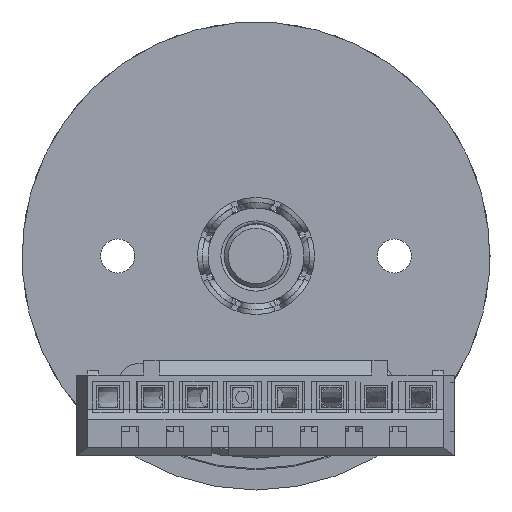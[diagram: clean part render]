
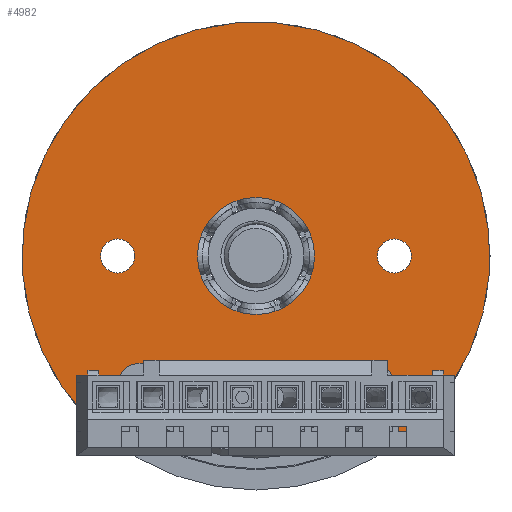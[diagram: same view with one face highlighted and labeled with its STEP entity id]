
A CAD part, front view. The second image highlights one B-rep face of the part: STEP entity #4982.
In plain terms, the highlighted planar face has unit normal (0, -1, 0).
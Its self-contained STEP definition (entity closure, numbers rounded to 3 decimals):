
#147 = VERTEX_POINT ( 'NONE', #14144 ) ;
#430 = CARTESIAN_POINT ( 'NONE',  ( 0., 0., -7.3 ) ) ;
#450 = AXIS2_PLACEMENT_3D ( 'NONE', #11054, #17008, #3351 ) ;
#570 = CIRCLE ( 'NONE', #15516, 2.75 ) ;
#913 = VERTEX_POINT ( 'NONE', #8053 ) ;
#1261 = DIRECTION ( 'NONE',  ( 0., -1., 0. ) ) ;
#1336 = EDGE_CURVE ( 'NONE', #8083, #8083, #570, .T. ) ;
#2043 = CARTESIAN_POINT ( 'NONE',  ( 6.05, 0., -5.5 ) ) ;
#2103 = AXIS2_PLACEMENT_3D ( 'NONE', #2920, #1261, #17752 ) ;
#2241 = CARTESIAN_POINT ( 'NONE',  ( 5.05, 0., 0. ) ) ;
#2920 = CARTESIAN_POINT ( 'NONE',  ( 0., 0., 0. ) ) ;
#2977 = DIRECTION ( 'NONE',  ( 0., 0., -1. ) ) ;
#3119 = VERTEX_POINT ( 'NONE', #3394 ) ;
#3351 = DIRECTION ( 'NONE',  ( 0., 0., -1. ) ) ;
#3394 = CARTESIAN_POINT ( 'NONE',  ( 6.05, 0., 6.5 ) ) ;
#3572 = CIRCLE ( 'NONE', #450, 0.8 ) ;
#3593 = VECTOR ( 'NONE', #8720, 1000. ) ;
#3707 = ORIENTED_EDGE ( 'NONE', *, *, #6066, .T. ) ;
#4217 = CARTESIAN_POINT ( 'NONE',  ( 5.05, 0., -5.5 ) ) ;
#4524 = ORIENTED_EDGE ( 'NONE', *, *, #5607, .F. ) ;
#4627 = VERTEX_POINT ( 'NONE', #430 ) ;
#4982 = ADVANCED_FACE ( 'NONE', ( #12445, #8075, #16741, #16840 ), #18489, .T. ) ;
#5121 = DIRECTION ( 'NONE',  ( 0., 0., -1. ) ) ;
#5607 = EDGE_CURVE ( 'NONE', #15178, #147, #12699, .T. ) ;
#5795 = ORIENTED_EDGE ( 'NONE', *, *, #17541, .F. ) ;
#5913 = CARTESIAN_POINT ( 'NONE',  ( 0., 0., -6.5 ) ) ;
#6066 = EDGE_CURVE ( 'NONE', #13300, #147, #10512, .T. ) ;
#6571 = ORIENTED_EDGE ( 'NONE', *, *, #13408, .F. ) ;
#7162 = DIRECTION ( 'NONE',  ( 0., 1., 0. ) ) ;
#7372 = DIRECTION ( 'NONE',  ( 0., -1., 0. ) ) ;
#7577 = CARTESIAN_POINT ( 'NONE',  ( 5.05, 0., 5.5 ) ) ;
#8053 = CARTESIAN_POINT ( 'NONE',  ( 0., 0., 5.7 ) ) ;
#8075 = FACE_BOUND ( 'NONE', #15207, .T. ) ;
#8083 = VERTEX_POINT ( 'NONE', #18873 ) ;
#8120 = LINE ( 'NONE', #2241, #16454 ) ;
#8203 = AXIS2_PLACEMENT_3D ( 'NONE', #2043, #11016, #17165 ) ;
#8321 = DIRECTION ( 'NONE',  ( 1., 0., 0. ) ) ;
#8397 = ORIENTED_EDGE ( 'NONE', *, *, #12021, .F. ) ;
#8720 = DIRECTION ( 'NONE',  ( -1., 0., 0. ) ) ;
#8825 = ORIENTED_EDGE ( 'NONE', *, *, #10045, .T. ) ;
#9049 = EDGE_LOOP ( 'NONE', ( #16222 ) ) ;
#9199 = EDGE_CURVE ( 'NONE', #4627, #4627, #9426, .T. ) ;
#9426 = CIRCLE ( 'NONE', #11274, 0.8 ) ;
#9587 = VERTEX_POINT ( 'NONE', #4217 ) ;
#9751 = DIRECTION ( 'NONE',  ( 0., 0., -1. ) ) ;
#9771 = CARTESIAN_POINT ( 'NONE',  ( 2.75, 0., -6.5 ) ) ;
#9981 = ORIENTED_EDGE ( 'NONE', *, *, #15676, .T. ) ;
#10006 = CARTESIAN_POINT ( 'NONE',  ( 6.05, 0., -6.5 ) ) ;
#10045 = EDGE_CURVE ( 'NONE', #15178, #9587, #10360, .T. ) ;
#10079 = DIRECTION ( 'NONE',  ( 0., 0., -1. ) ) ;
#10360 = CIRCLE ( 'NONE', #8203, 1. ) ;
#10512 = CIRCLE ( 'NONE', #2103, 11. ) ;
#11016 = DIRECTION ( 'NONE',  ( 0., 1., 0. ) ) ;
#11054 = CARTESIAN_POINT ( 'NONE',  ( 0., 0., 6.5 ) ) ;
#11274 = AXIS2_PLACEMENT_3D ( 'NONE', #5913, #7372, #2977 ) ;
#11757 = VECTOR ( 'NONE', #8321, 1000. ) ;
#12021 = EDGE_CURVE ( 'NONE', #913, #913, #3572, .T. ) ;
#12445 = FACE_BOUND ( 'NONE', #14743, .T. ) ;
#12617 = CARTESIAN_POINT ( 'NONE',  ( 8.874, 0., 6.5 ) ) ;
#12697 = AXIS2_PLACEMENT_3D ( 'NONE', #13192, #7162, #10079 ) ;
#12699 = LINE ( 'NONE', #9771, #11757 ) ;
#12874 = DIRECTION ( 'NONE',  ( 0., -1., 0. ) ) ;
#13109 = VERTEX_POINT ( 'NONE', #7577 ) ;
#13192 = CARTESIAN_POINT ( 'NONE',  ( 6.05, 0., 5.5 ) ) ;
#13300 = VERTEX_POINT ( 'NONE', #12617 ) ;
#13408 = EDGE_CURVE ( 'NONE', #13300, #3119, #17679, .T. ) ;
#13710 = DIRECTION ( 'NONE',  ( 0., -1., 0. ) ) ;
#14144 = CARTESIAN_POINT ( 'NONE',  ( 8.874, 0., -6.5 ) ) ;
#14342 = DIRECTION ( 'NONE',  ( 0., 0., -1. ) ) ;
#14743 = EDGE_LOOP ( 'NONE', ( #8397 ) ) ;
#15178 = VERTEX_POINT ( 'NONE', #10006 ) ;
#15207 = EDGE_LOOP ( 'NONE', ( #16628 ) ) ;
#15516 = AXIS2_PLACEMENT_3D ( 'NONE', #15525, #12874, #14342 ) ;
#15525 = CARTESIAN_POINT ( 'NONE',  ( 0., 0., 0. ) ) ;
#15676 = EDGE_CURVE ( 'NONE', #13109, #3119, #17686, .T. ) ;
#16133 = AXIS2_PLACEMENT_3D ( 'NONE', #18200, #13710, #5121 ) ;
#16222 = ORIENTED_EDGE ( 'NONE', *, *, #1336, .F. ) ;
#16454 = VECTOR ( 'NONE', #9751, 1000. ) ;
#16628 = ORIENTED_EDGE ( 'NONE', *, *, #9199, .F. ) ;
#16741 = FACE_OUTER_BOUND ( 'NONE', #16903, .T. ) ;
#16840 = FACE_BOUND ( 'NONE', #9049, .T. ) ;
#16903 = EDGE_LOOP ( 'NONE', ( #4524, #8825, #5795, #9981, #6571, #3707 ) ) ;
#17008 = DIRECTION ( 'NONE',  ( 0., -1., 0. ) ) ;
#17165 = DIRECTION ( 'NONE',  ( 0., 0., -1. ) ) ;
#17541 = EDGE_CURVE ( 'NONE', #13109, #9587, #8120, .T. ) ;
#17679 = LINE ( 'NONE', #18952, #3593 ) ;
#17686 = CIRCLE ( 'NONE', #12697, 1. ) ;
#17752 = DIRECTION ( 'NONE',  ( 0., 0., -1. ) ) ;
#18200 = CARTESIAN_POINT ( 'NONE',  ( 2.75, 0., 0. ) ) ;
#18489 = PLANE ( 'NONE',  #16133 ) ;
#18873 = CARTESIAN_POINT ( 'NONE',  ( 0., 0., -2.75 ) ) ;
#18952 = CARTESIAN_POINT ( 'NONE',  ( 2.75, 0., 6.5 ) ) ;
